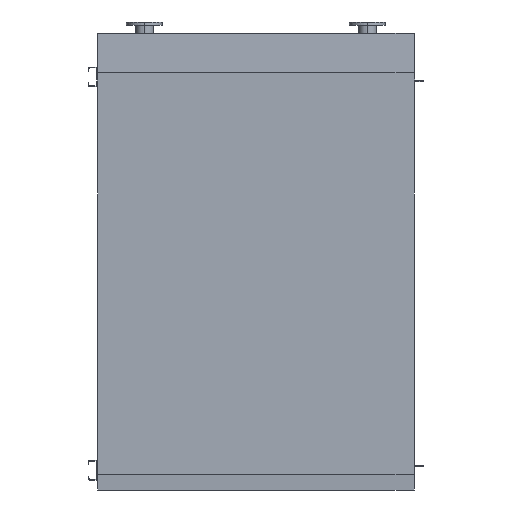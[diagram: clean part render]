
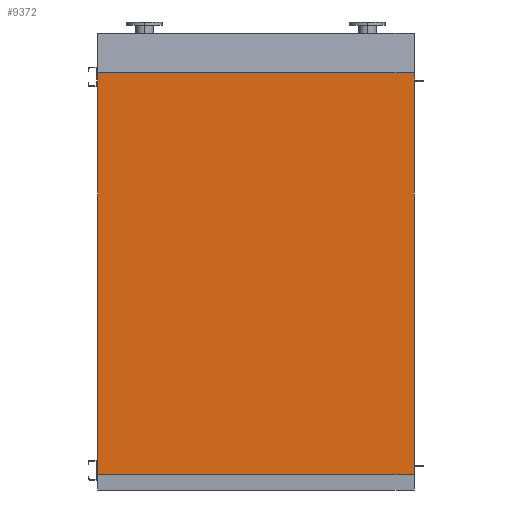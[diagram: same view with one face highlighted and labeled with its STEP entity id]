
A CAD part, front view. The second image highlights one B-rep face of the part: STEP entity #9372.
In plain terms, the highlighted planar face has unit normal (0, -1, 0).
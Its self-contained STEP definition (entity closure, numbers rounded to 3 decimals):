
#480 = ORIENTED_EDGE ( 'NONE', *, *, #8546, .T. ) ;
#743 = VERTEX_POINT ( 'NONE', #4970 ) ;
#874 = CARTESIAN_POINT ( 'NONE',  ( 965., 0., -2450. ) ) ;
#1637 = CARTESIAN_POINT ( 'NONE',  ( 965., 0., -2450. ) ) ;
#1999 = ORIENTED_EDGE ( 'NONE', *, *, #9945, .F. ) ;
#2291 = CARTESIAN_POINT ( 'NONE',  ( 965., 0., 0. ) ) ;
#3088 = DIRECTION ( 'NONE',  ( 1., 0., 0. ) ) ;
#3236 = VECTOR ( 'NONE', #3851, 1000. ) ;
#3402 = VECTOR ( 'NONE', #3999, 1000. ) ;
#3546 = EDGE_CURVE ( 'NONE', #9659, #9295, #6054, .T. ) ;
#3851 = DIRECTION ( 'NONE',  ( 1., 0., 0. ) ) ;
#3999 = DIRECTION ( 'NONE',  ( 0., 0., 1. ) ) ;
#4070 = CARTESIAN_POINT ( 'NONE',  ( -965., 0., -2450. ) ) ;
#4191 = ORIENTED_EDGE ( 'NONE', *, *, #3546, .F. ) ;
#4545 = AXIS2_PLACEMENT_3D ( 'NONE', #4070, #7411, #6535 ) ;
#4558 = CARTESIAN_POINT ( 'NONE',  ( -965., 0., 0. ) ) ;
#4765 = LINE ( 'NONE', #874, #3402 ) ;
#4908 = CARTESIAN_POINT ( 'NONE',  ( -965., 0., -2450. ) ) ;
#4952 = LINE ( 'NONE', #4908, #8834 ) ;
#4970 = CARTESIAN_POINT ( 'NONE',  ( -965., 0., -2450. ) ) ;
#5337 = CARTESIAN_POINT ( 'NONE',  ( -965., 0., -2450. ) ) ;
#5425 = VERTEX_POINT ( 'NONE', #1637 ) ;
#5937 = CARTESIAN_POINT ( 'NONE',  ( -965., 0., 0. ) ) ;
#6054 = LINE ( 'NONE', #4558, #8607 ) ;
#6535 = DIRECTION ( 'NONE',  ( 0., 0., -1. ) ) ;
#7411 = DIRECTION ( 'NONE',  ( 0., -1., 0. ) ) ;
#8035 = PLANE ( 'NONE',  #4545 ) ;
#8492 = EDGE_CURVE ( 'NONE', #743, #5425, #9244, .T. ) ;
#8546 = EDGE_CURVE ( 'NONE', #5425, #9295, #4765, .T. ) ;
#8607 = VECTOR ( 'NONE', #3088, 1000. ) ;
#8834 = VECTOR ( 'NONE', #9678, 1000. ) ;
#8853 = FACE_OUTER_BOUND ( 'NONE', #9625, .T. ) ;
#9244 = LINE ( 'NONE', #5337, #3236 ) ;
#9295 = VERTEX_POINT ( 'NONE', #2291 ) ;
#9372 = ADVANCED_FACE ( 'NONE', ( #8853 ), #8035, .T. ) ;
#9625 = EDGE_LOOP ( 'NONE', ( #4191, #1999, #10109, #480 ) ) ;
#9659 = VERTEX_POINT ( 'NONE', #5937 ) ;
#9678 = DIRECTION ( 'NONE',  ( 0., 0., 1. ) ) ;
#9945 = EDGE_CURVE ( 'NONE', #743, #9659, #4952, .T. ) ;
#10109 = ORIENTED_EDGE ( 'NONE', *, *, #8492, .T. ) ;
